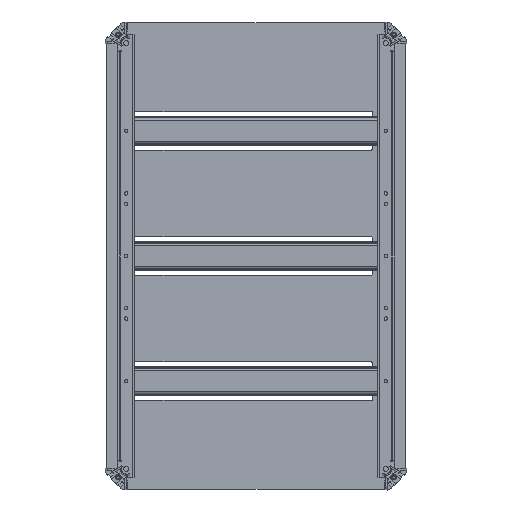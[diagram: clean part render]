
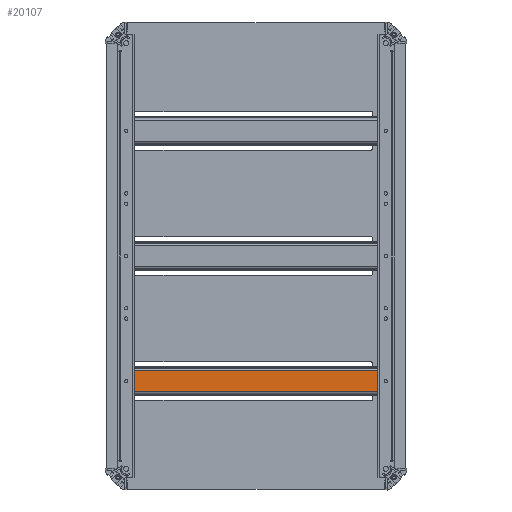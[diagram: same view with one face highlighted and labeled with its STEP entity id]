
A CAD part, front view. The second image highlights one B-rep face of the part: STEP entity #20107.
In plain terms, the highlighted planar face has unit normal (0, -1, 0).
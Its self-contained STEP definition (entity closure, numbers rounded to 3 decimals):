
#180 = ORIENTED_EDGE ( 'NONE', *, *, #9467, .F. ) ;
#268 = CARTESIAN_POINT ( 'NONE',  ( 0., -1.5, -155. ) ) ;
#381 = DIRECTION ( 'NONE',  ( 0., 0., 1. ) ) ;
#570 = CARTESIAN_POINT ( 'NONE',  ( 13.5, -1.5, 160. ) ) ;
#840 = ORIENTED_EDGE ( 'NONE', *, *, #27049, .F. ) ;
#2457 = EDGE_CURVE ( 'NONE', #26509, #26690, #20540, .T. ) ;
#2485 = LINE ( 'NONE', #8692, #7369 ) ;
#2590 = VECTOR ( 'NONE', #19001, 1000. ) ;
#3311 = ORIENTED_EDGE ( 'NONE', *, *, #2457, .T. ) ;
#3376 = LINE ( 'NONE', #11772, #3753 ) ;
#3405 = VERTEX_POINT ( 'NONE', #10200 ) ;
#3753 = VECTOR ( 'NONE', #9700, 1000. ) ;
#3776 = VECTOR ( 'NONE', #13525, 1000. ) ;
#4173 = AXIS2_PLACEMENT_3D ( 'NONE', #570, #17122, #6530 ) ;
#4386 = CARTESIAN_POINT ( 'NONE',  ( 2.25, -1.5, 160. ) ) ;
#4414 = ORIENTED_EDGE ( 'NONE', *, *, #6814, .F. ) ;
#4556 = EDGE_CURVE ( 'NONE', #11990, #26509, #16541, .T. ) ;
#4809 = VERTEX_POINT ( 'NONE', #26427 ) ;
#5259 = LINE ( 'NONE', #22720, #3776 ) ;
#5574 = VECTOR ( 'NONE', #5670, 1000. ) ;
#5605 = CARTESIAN_POINT ( 'NONE',  ( 0., -1.5, -152.75 ) ) ;
#5670 = DIRECTION ( 'NONE',  ( -1., 0., 0. ) ) ;
#6130 = ORIENTED_EDGE ( 'NONE', *, *, #13536, .T. ) ;
#6314 = LINE ( 'NONE', #4386, #23233 ) ;
#6358 = EDGE_CURVE ( 'NONE', #4809, #9242, #18432, .T. ) ;
#6398 = CARTESIAN_POINT ( 'NONE',  ( -2.25, -1.5, -155. ) ) ;
#6463 = ORIENTED_EDGE ( 'NONE', *, *, #23690, .F. ) ;
#6491 = EDGE_CURVE ( 'NONE', #23801, #15074, #6314, .T. ) ;
#6530 = DIRECTION ( 'NONE',  ( 0., 0., 1. ) ) ;
#6814 = EDGE_CURVE ( 'NONE', #11990, #18347, #15343, .T. ) ;
#6897 = VECTOR ( 'NONE', #25854, 1000. ) ;
#7012 = DIRECTION ( 'NONE',  ( 0., 1., 0. ) ) ;
#7165 = DIRECTION ( 'NONE',  ( 0., 0., 1. ) ) ;
#7369 = VECTOR ( 'NONE', #7165, 1000. ) ;
#7371 = VECTOR ( 'NONE', #23236, 1000. ) ;
#7629 = ORIENTED_EDGE ( 'NONE', *, *, #16076, .T. ) ;
#7643 = CARTESIAN_POINT ( 'NONE',  ( -2.25, -1.5, -160. ) ) ;
#7966 = DIRECTION ( 'NONE',  ( 0., 1., 0. ) ) ;
#8633 = AXIS2_PLACEMENT_3D ( 'NONE', #268, #7012, #8666 ) ;
#8666 = DIRECTION ( 'NONE',  ( 0., 0., 1. ) ) ;
#8692 = CARTESIAN_POINT ( 'NONE',  ( 2.25, -1.5, -160. ) ) ;
#8806 = CARTESIAN_POINT ( 'NONE',  ( -2.25, -1.5, 155. ) ) ;
#8967 = PLANE ( 'NONE',  #4173 ) ;
#9022 = CARTESIAN_POINT ( 'NONE',  ( 0., -1.5, 155. ) ) ;
#9160 = DIRECTION ( 'NONE',  ( 0., 1., 0. ) ) ;
#9242 = VERTEX_POINT ( 'NONE', #8806 ) ;
#9467 = EDGE_CURVE ( 'NONE', #18347, #23002, #10305, .T. ) ;
#9509 = ORIENTED_EDGE ( 'NONE', *, *, #16588, .F. ) ;
#9615 = DIRECTION ( 'NONE',  ( 0., 0., 1. ) ) ;
#9700 = DIRECTION ( 'NONE',  ( -1., 0., 0. ) ) ;
#9845 = EDGE_CURVE ( 'NONE', #23002, #10186, #20911, .T. ) ;
#10032 = CARTESIAN_POINT ( 'NONE',  ( 0., -1.5, -155. ) ) ;
#10186 = VERTEX_POINT ( 'NONE', #16276 ) ;
#10200 = CARTESIAN_POINT ( 'NONE',  ( 12.7, -1.5, 160. ) ) ;
#10222 = ORIENTED_EDGE ( 'NONE', *, *, #24219, .T. ) ;
#10305 = LINE ( 'NONE', #23139, #2590 ) ;
#10391 = AXIS2_PLACEMENT_3D ( 'NONE', #10032, #7966, #9615 ) ;
#10525 = FACE_OUTER_BOUND ( 'NONE', #17815, .T. ) ;
#11772 = CARTESIAN_POINT ( 'NONE',  ( 13.5, -1.5, -160. ) ) ;
#11798 = VERTEX_POINT ( 'NONE', #26192 ) ;
#11922 = CIRCLE ( 'NONE', #18071, 2.25 ) ;
#11990 = VERTEX_POINT ( 'NONE', #23023 ) ;
#12278 = CARTESIAN_POINT ( 'NONE',  ( 13.5, -1.5, 160. ) ) ;
#13024 = ORIENTED_EDGE ( 'NONE', *, *, #6358, .F. ) ;
#13043 = DIRECTION ( 'NONE',  ( 0., 0., 1. ) ) ;
#13525 = DIRECTION ( 'NONE',  ( -1., 0., 0. ) ) ;
#13536 = EDGE_CURVE ( 'NONE', #23801, #9242, #11922, .T. ) ;
#13824 = ORIENTED_EDGE ( 'NONE', *, *, #4556, .T. ) ;
#14913 = CARTESIAN_POINT ( 'NONE',  ( 2.25, -1.5, 160. ) ) ;
#15074 = VERTEX_POINT ( 'NONE', #14913 ) ;
#15091 = LINE ( 'NONE', #21853, #6897 ) ;
#15343 = LINE ( 'NONE', #6398, #7371 ) ;
#16076 = EDGE_CURVE ( 'NONE', #4809, #10186, #24980, .T. ) ;
#16276 = CARTESIAN_POINT ( 'NONE',  ( -12.7, -1.5, 160. ) ) ;
#16541 = CIRCLE ( 'NONE', #10391, 2.25 ) ;
#16588 = EDGE_CURVE ( 'NONE', #3405, #22138, #15091, .T. ) ;
#17020 = CARTESIAN_POINT ( 'NONE',  ( -12.7, -1.5, 160. ) ) ;
#17122 = DIRECTION ( 'NONE',  ( 0., 1., 0. ) ) ;
#17815 = EDGE_LOOP ( 'NONE', ( #13824, #3311, #840, #6463, #9509, #10222, #23599, #6130, #13024, #7629, #19051, #180, #4414 ) ) ;
#18071 = AXIS2_PLACEMENT_3D ( 'NONE', #9022, #9160, #13043 ) ;
#18347 = VERTEX_POINT ( 'NONE', #7643 ) ;
#18432 = LINE ( 'NONE', #26857, #18802 ) ;
#18802 = VECTOR ( 'NONE', #25081, 1000. ) ;
#18970 = DIRECTION ( 'NONE',  ( 0., 0., 1. ) ) ;
#19001 = DIRECTION ( 'NONE',  ( -1., 0., 0. ) ) ;
#19051 = ORIENTED_EDGE ( 'NONE', *, *, #9845, .F. ) ;
#20107 = ADVANCED_FACE ( 'NONE', ( #10525 ), #8967, .F. ) ;
#20540 = CIRCLE ( 'NONE', #8633, 2.25 ) ;
#20911 = LINE ( 'NONE', #17020, #27281 ) ;
#21251 = CARTESIAN_POINT ( 'NONE',  ( 12.7, -1.5, -160. ) ) ;
#21853 = CARTESIAN_POINT ( 'NONE',  ( 12.7, -1.5, 160. ) ) ;
#22138 = VERTEX_POINT ( 'NONE', #21251 ) ;
#22720 = CARTESIAN_POINT ( 'NONE',  ( 13.5, -1.5, 160. ) ) ;
#23002 = VERTEX_POINT ( 'NONE', #25228 ) ;
#23023 = CARTESIAN_POINT ( 'NONE',  ( -2.25, -1.5, -155. ) ) ;
#23139 = CARTESIAN_POINT ( 'NONE',  ( 13.5, -1.5, -160. ) ) ;
#23233 = VECTOR ( 'NONE', #381, 1000. ) ;
#23236 = DIRECTION ( 'NONE',  ( 0., 0., -1. ) ) ;
#23599 = ORIENTED_EDGE ( 'NONE', *, *, #6491, .F. ) ;
#23690 = EDGE_CURVE ( 'NONE', #22138, #11798, #3376, .T. ) ;
#23801 = VERTEX_POINT ( 'NONE', #24888 ) ;
#24014 = CARTESIAN_POINT ( 'NONE',  ( 2.25, -1.5, -155. ) ) ;
#24219 = EDGE_CURVE ( 'NONE', #3405, #15074, #5259, .T. ) ;
#24888 = CARTESIAN_POINT ( 'NONE',  ( 2.25, -1.5, 155. ) ) ;
#24980 = LINE ( 'NONE', #12278, #5574 ) ;
#25081 = DIRECTION ( 'NONE',  ( 0., 0., -1. ) ) ;
#25228 = CARTESIAN_POINT ( 'NONE',  ( -12.7, -1.5, -160. ) ) ;
#25854 = DIRECTION ( 'NONE',  ( 0., 0., -1. ) ) ;
#26192 = CARTESIAN_POINT ( 'NONE',  ( 2.25, -1.5, -160. ) ) ;
#26427 = CARTESIAN_POINT ( 'NONE',  ( -2.25, -1.5, 160. ) ) ;
#26509 = VERTEX_POINT ( 'NONE', #5605 ) ;
#26690 = VERTEX_POINT ( 'NONE', #24014 ) ;
#26857 = CARTESIAN_POINT ( 'NONE',  ( -2.25, -1.5, 155. ) ) ;
#27049 = EDGE_CURVE ( 'NONE', #11798, #26690, #2485, .T. ) ;
#27281 = VECTOR ( 'NONE', #18970, 1000. ) ;
